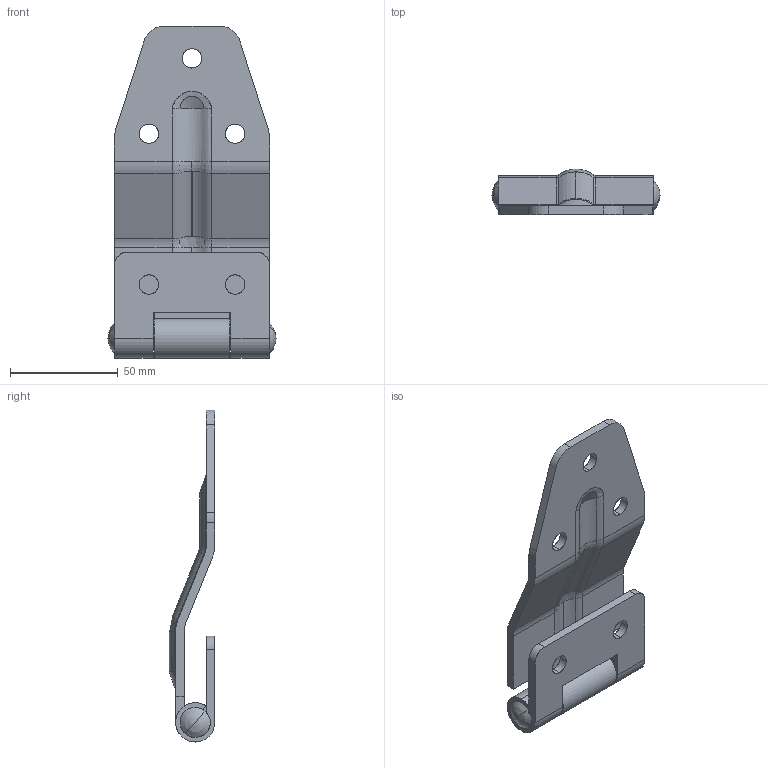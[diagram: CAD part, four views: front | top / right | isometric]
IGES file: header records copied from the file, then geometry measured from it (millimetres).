
Start section: SolidWorks IGES file using analytic representation for surfaces
Global section: file name: B-1803-3_公.IGS; native system: SolidWorks 2006 by SolidWorks Corporation; preprocessor: SolidWorks 2006 by SolidWorks Corporation; author: 6sw; date: 070130.133446; units: millimetre
Bounding box: 78 x 21.2 x 154.1 mm (x, y, z)
Surface area: 35385.5 mm2 (no closed solid volume)
Topology: 0 solids, 0 shells, 122 faces, 1593 edges, 1591 vertices
Faces by surface type: revolution 70, bspline 52
